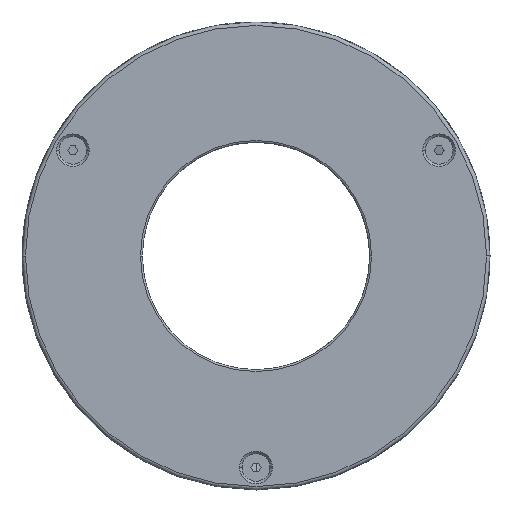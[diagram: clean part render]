
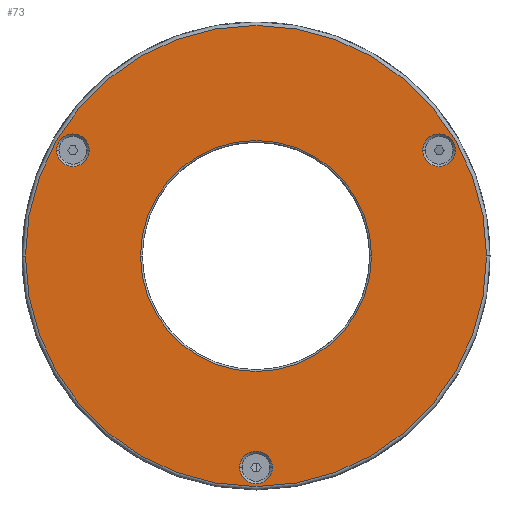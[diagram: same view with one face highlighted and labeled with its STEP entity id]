
A CAD part, front view. The second image highlights one B-rep face of the part: STEP entity #73.
In plain terms, the highlighted planar face has unit normal (0, -1, 0).
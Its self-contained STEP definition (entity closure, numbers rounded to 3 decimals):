
#28 = DIRECTION ( 'NONE',  ( 0., -1., 0. ) ) ;
#41 = ORIENTED_EDGE ( 'NONE', *, *, #2439, .F. ) ;
#73 = ADVANCED_FACE ( 'NONE', ( #3454, #4015, #240, #2608, #347 ), #2159, .F. ) ;
#76 = ORIENTED_EDGE ( 'NONE', *, *, #3478, .F. ) ;
#105 = CIRCLE ( 'NONE', #3463, 66.5 ) ;
#189 = EDGE_CURVE ( 'NONE', #2168, #992, #2718, .T. ) ;
#240 = FACE_BOUND ( 'NONE', #4311, .T. ) ;
#295 = DIRECTION ( 'NONE',  ( 1., 0., 0. ) ) ;
#347 = FACE_BOUND ( 'NONE', #1670, .T. ) ;
#391 = DIRECTION ( 'NONE',  ( 0., -1., 0. ) ) ;
#501 = DIRECTION ( 'NONE',  ( -1., 0., 0. ) ) ;
#533 = VERTEX_POINT ( 'NONE', #3447 ) ;
#586 = VERTEX_POINT ( 'NONE', #1263 ) ;
#622 = ORIENTED_EDGE ( 'NONE', *, *, #2949, .T. ) ;
#715 = CARTESIAN_POINT ( 'NONE',  ( 0., -6.2, 0. ) ) ;
#772 = VERTEX_POINT ( 'NONE', #1084 ) ;
#787 = AXIS2_PLACEMENT_3D ( 'NONE', #3894, #5725, #1563 ) ;
#859 = CARTESIAN_POINT ( 'NONE',  ( 0., -6.2, 0. ) ) ;
#885 = DIRECTION ( 'NONE',  ( 0., 1., 0. ) ) ;
#905 = EDGE_CURVE ( 'NONE', #772, #4686, #3184, .T. ) ;
#982 = CIRCLE ( 'NONE', #787, 4.7 ) ;
#991 = EDGE_CURVE ( 'NONE', #533, #1216, #2799, .T. ) ;
#992 = VERTEX_POINT ( 'NONE', #4229 ) ;
#1044 = DIRECTION ( 'NONE',  ( -1., 0., 0. ) ) ;
#1079 = ORIENTED_EDGE ( 'NONE', *, *, #4662, .F. ) ;
#1084 = CARTESIAN_POINT ( 'NONE',  ( 66.5, -6.2, 0. ) ) ;
#1173 = VERTEX_POINT ( 'NONE', #3904 ) ;
#1177 = ORIENTED_EDGE ( 'NONE', *, *, #5026, .F. ) ;
#1216 = VERTEX_POINT ( 'NONE', #4963 ) ;
#1263 = CARTESIAN_POINT ( 'NONE',  ( -57.528, -6.2, 30.5 ) ) ;
#1272 = CARTESIAN_POINT ( 'NONE',  ( 0., -6.2, 0. ) ) ;
#1335 = CIRCLE ( 'NONE', #4029, 4.7 ) ;
#1395 = CARTESIAN_POINT ( 'NONE',  ( 0., -6.2, 0. ) ) ;
#1495 = CARTESIAN_POINT ( 'NONE',  ( -52.828, -6.2, 30.5 ) ) ;
#1549 = CARTESIAN_POINT ( 'NONE',  ( -4.7, -6.2, -61. ) ) ;
#1563 = DIRECTION ( 'NONE',  ( -1., 0., 0. ) ) ;
#1632 = DIRECTION ( 'NONE',  ( -1., 0., 0. ) ) ;
#1670 = EDGE_LOOP ( 'NONE', ( #76, #41 ) ) ;
#1690 = DIRECTION ( 'NONE',  ( 0., 1., 0. ) ) ;
#1702 = CIRCLE ( 'NONE', #5849, 4.7 ) ;
#1743 = EDGE_CURVE ( 'NONE', #1173, #2703, #2904, .T. ) ;
#1978 = CARTESIAN_POINT ( 'NONE',  ( -48.128, -6.2, 30.5 ) ) ;
#2015 = ORIENTED_EDGE ( 'NONE', *, *, #2540, .T. ) ;
#2127 = AXIS2_PLACEMENT_3D ( 'NONE', #1495, #4303, #1044 ) ;
#2159 = PLANE ( 'NONE',  #5899 ) ;
#2168 = VERTEX_POINT ( 'NONE', #5221 ) ;
#2310 = DIRECTION ( 'NONE',  ( 0., 1., 0. ) ) ;
#2332 = EDGE_LOOP ( 'NONE', ( #4807, #622 ) ) ;
#2439 = EDGE_CURVE ( 'NONE', #4091, #586, #982, .T. ) ;
#2467 = DIRECTION ( 'NONE',  ( 0., -1., 0. ) ) ;
#2535 = AXIS2_PLACEMENT_3D ( 'NONE', #859, #2310, #2701 ) ;
#2540 = EDGE_CURVE ( 'NONE', #992, #2168, #3300, .T. ) ;
#2601 = DIRECTION ( 'NONE',  ( 0., -1., 0. ) ) ;
#2608 = FACE_BOUND ( 'NONE', #3189, .T. ) ;
#2701 = DIRECTION ( 'NONE',  ( 1., 0., 0. ) ) ;
#2703 = VERTEX_POINT ( 'NONE', #1549 ) ;
#2718 = CIRCLE ( 'NONE', #5317, 33.3 ) ;
#2799 = CIRCLE ( 'NONE', #5296, 4.7 ) ;
#2904 = CIRCLE ( 'NONE', #4350, 4.7 ) ;
#2918 = CARTESIAN_POINT ( 'NONE',  ( 0., -6.2, -61. ) ) ;
#2949 = EDGE_CURVE ( 'NONE', #4686, #772, #105, .T. ) ;
#3184 = CIRCLE ( 'NONE', #5690, 66.5 ) ;
#3189 = EDGE_LOOP ( 'NONE', ( #4070, #2015 ) ) ;
#3191 = DIRECTION ( 'NONE',  ( -1., 0., 0. ) ) ;
#3300 = CIRCLE ( 'NONE', #2535, 33.3 ) ;
#3303 = CARTESIAN_POINT ( 'NONE',  ( 52.828, -6.2, 30.5 ) ) ;
#3315 = ORIENTED_EDGE ( 'NONE', *, *, #1743, .F. ) ;
#3447 = CARTESIAN_POINT ( 'NONE',  ( 57.528, -6.2, 30.5 ) ) ;
#3454 = FACE_OUTER_BOUND ( 'NONE', #2332, .T. ) ;
#3463 = AXIS2_PLACEMENT_3D ( 'NONE', #715, #2601, #4798 ) ;
#3478 = EDGE_CURVE ( 'NONE', #586, #4091, #4902, .T. ) ;
#3693 = DIRECTION ( 'NONE',  ( 1., 0., 0. ) ) ;
#3749 = DIRECTION ( 'NONE',  ( 0., -1., 0. ) ) ;
#3894 = CARTESIAN_POINT ( 'NONE',  ( -52.828, -6.2, 30.5 ) ) ;
#3904 = CARTESIAN_POINT ( 'NONE',  ( 4.7, -6.2, -61. ) ) ;
#4015 = FACE_BOUND ( 'NONE', #4114, .T. ) ;
#4029 = AXIS2_PLACEMENT_3D ( 'NONE', #5413, #391, #3191 ) ;
#4070 = ORIENTED_EDGE ( 'NONE', *, *, #189, .T. ) ;
#4091 = VERTEX_POINT ( 'NONE', #1978 ) ;
#4114 = EDGE_LOOP ( 'NONE', ( #1177, #5265 ) ) ;
#4229 = CARTESIAN_POINT ( 'NONE',  ( -33.3, -6.2, 0. ) ) ;
#4297 = DIRECTION ( 'NONE',  ( -1., 0., 0. ) ) ;
#4303 = DIRECTION ( 'NONE',  ( 0., -1., 0. ) ) ;
#4311 = EDGE_LOOP ( 'NONE', ( #1079, #3315 ) ) ;
#4325 = DIRECTION ( 'NONE',  ( 0., -1., 0. ) ) ;
#4350 = AXIS2_PLACEMENT_3D ( 'NONE', #5799, #4325, #1632 ) ;
#4662 = EDGE_CURVE ( 'NONE', #2703, #1173, #1702, .T. ) ;
#4686 = VERTEX_POINT ( 'NONE', #4716 ) ;
#4716 = CARTESIAN_POINT ( 'NONE',  ( -66.5, -6.2, 0. ) ) ;
#4798 = DIRECTION ( 'NONE',  ( 1., 0., 0. ) ) ;
#4807 = ORIENTED_EDGE ( 'NONE', *, *, #905, .T. ) ;
#4902 = CIRCLE ( 'NONE', #2127, 4.7 ) ;
#4963 = CARTESIAN_POINT ( 'NONE',  ( 48.128, -6.2, 30.5 ) ) ;
#5026 = EDGE_CURVE ( 'NONE', #1216, #533, #1335, .T. ) ;
#5221 = CARTESIAN_POINT ( 'NONE',  ( 33.3, -6.2, 0. ) ) ;
#5265 = ORIENTED_EDGE ( 'NONE', *, *, #991, .F. ) ;
#5296 = AXIS2_PLACEMENT_3D ( 'NONE', #3303, #3749, #501 ) ;
#5317 = AXIS2_PLACEMENT_3D ( 'NONE', #1395, #885, #5426 ) ;
#5413 = CARTESIAN_POINT ( 'NONE',  ( 52.828, -6.2, 30.5 ) ) ;
#5426 = DIRECTION ( 'NONE',  ( 1., 0., 0. ) ) ;
#5690 = AXIS2_PLACEMENT_3D ( 'NONE', #5918, #28, #3693 ) ;
#5725 = DIRECTION ( 'NONE',  ( 0., -1., 0. ) ) ;
#5799 = CARTESIAN_POINT ( 'NONE',  ( 0., -6.2, -61. ) ) ;
#5849 = AXIS2_PLACEMENT_3D ( 'NONE', #2918, #2467, #4297 ) ;
#5899 = AXIS2_PLACEMENT_3D ( 'NONE', #1272, #1690, #295 ) ;
#5918 = CARTESIAN_POINT ( 'NONE',  ( 0., -6.2, 0. ) ) ;
